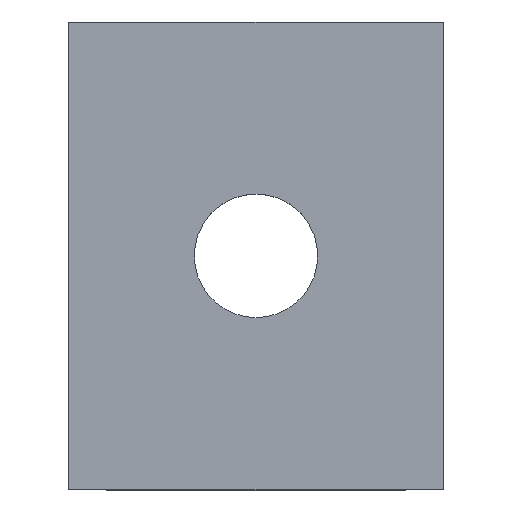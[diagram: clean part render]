
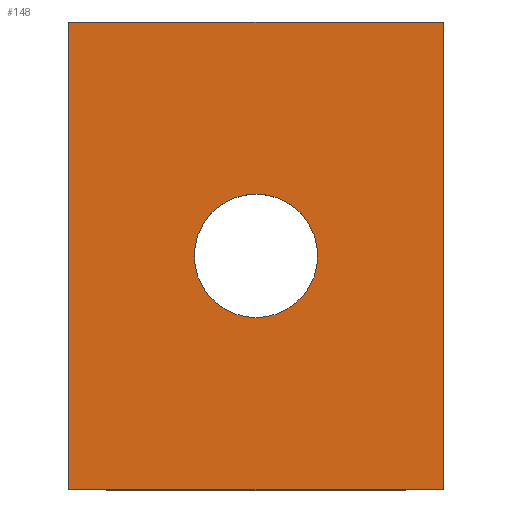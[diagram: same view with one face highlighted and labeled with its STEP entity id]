
A CAD part, top view. The second image highlights one B-rep face of the part: STEP entity #148.
In plain terms, the highlighted planar face has unit normal (0, 0, 1).
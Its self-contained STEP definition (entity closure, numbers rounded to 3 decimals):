
#100=VERTEX_POINT('',#268);
#102=EDGE_CURVE('',#132,#136,#270,.T.);
#108=EDGE_CURVE('',#144,#112,#276,.T.);
#112=VERTEX_POINT('',#281);
#132=VERTEX_POINT('',#302);
#136=VERTEX_POINT('',#307);
#138=EDGE_CURVE('',#142,#144,#309,.T.);
#142=VERTEX_POINT('',#313);
#144=VERTEX_POINT('',#315);
#148=ADVANCED_FACE('',(#319,#320),#321,.T.);
#150=EDGE_CURVE('',#112,#100,#323,.T.);
#180=EDGE_CURVE('',#136,#132,#359,.T.);
#208=EDGE_CURVE('',#142,#100,#392,.T.);
#268=CARTESIAN_POINT('',(10.0,-12.5,5.5));
#270=CIRCLE('',#447,3.3);
#276=LINE('',#457,#458);
#281=CARTESIAN_POINT('',(-10.0,-12.5,5.5));
#302=CARTESIAN_POINT('',(-3.3,0.0,5.5));
#307=CARTESIAN_POINT('',(3.3,0.,5.5));
#309=LINE('',#505,#506);
#313=CARTESIAN_POINT('',(10.0,12.5,5.5));
#315=CARTESIAN_POINT('',(-10.0,12.5,5.5));
#319=FACE_BOUND('',#520,.T.);
#320=FACE_OUTER_BOUND('',#521,.T.);
#321=PLANE('',#522);
#323=LINE('',#525,#526);
#359=CIRCLE('',#574,3.3);
#392=LINE('',#612,#613);
#447=AXIS2_PLACEMENT_3D('',#677,#678,#679);
#457=CARTESIAN_POINT('',(-10.0,12.5,5.5));
#458=VECTOR('',#684,1.0);
#505=CARTESIAN_POINT('',(10.0,12.5,5.5));
#506=VECTOR('',#726,1.0);
#520=EDGE_LOOP('',(#730,#731));
#521=EDGE_LOOP('',(#732,#733,#734,#735));
#522=AXIS2_PLACEMENT_3D('',#736,#737,#738);
#525=CARTESIAN_POINT('',(10.0,-12.5,5.5));
#526=VECTOR('',#739,1.0);
#574=AXIS2_PLACEMENT_3D('',#787,#788,#789);
#612=CARTESIAN_POINT('',(10.0,12.5,5.5));
#613=VECTOR('',#831,1.0);
#677=CARTESIAN_POINT('',(0.0,0.0,5.5));
#678=DIRECTION('',(0.0,0.0,-1.0));
#679=DIRECTION('',(1.0,0.0,0.0));
#684=DIRECTION('',(0.0,-1.0,0.0));
#726=DIRECTION('',(-1.0,0.0,0.0));
#730=ORIENTED_EDGE('',*,*,#102,.T.);
#731=ORIENTED_EDGE('',*,*,#180,.T.);
#732=ORIENTED_EDGE('',*,*,#150,.T.);
#733=ORIENTED_EDGE('',*,*,#208,.F.);
#734=ORIENTED_EDGE('',*,*,#138,.T.);
#735=ORIENTED_EDGE('',*,*,#108,.T.);
#736=CARTESIAN_POINT('',(-10.0,12.5,5.5));
#737=DIRECTION('',(0.0,0.0,1.0));
#738=DIRECTION('',(0.0,-1.0,0.0));
#739=DIRECTION('',(1.0,0.0,0.0));
#787=CARTESIAN_POINT('',(0.0,0.0,5.5));
#788=DIRECTION('',(0.0,0.0,-1.0));
#789=DIRECTION('',(1.0,0.0,0.0));
#831=DIRECTION('',(0.0,-1.0,0.0));
